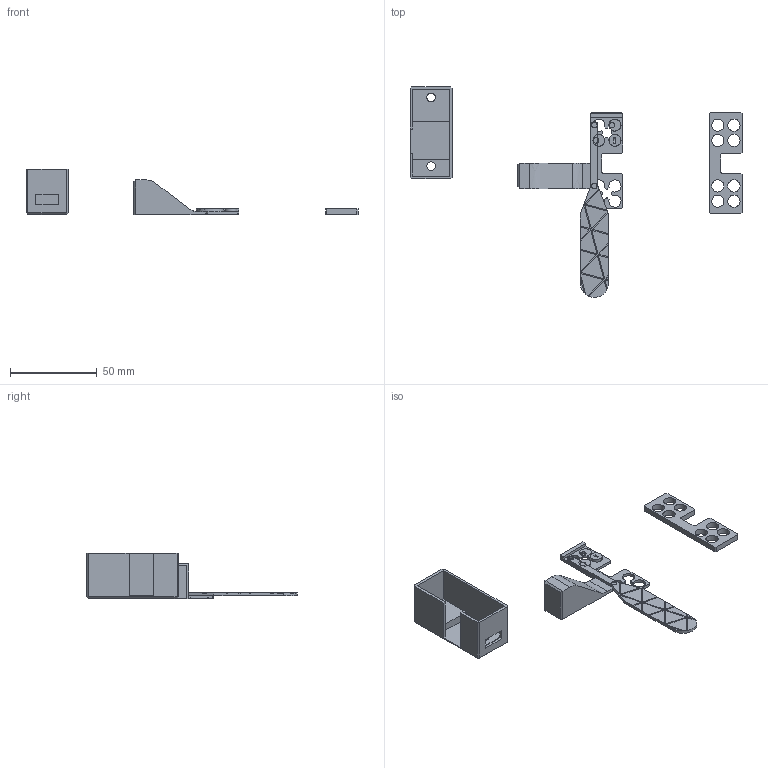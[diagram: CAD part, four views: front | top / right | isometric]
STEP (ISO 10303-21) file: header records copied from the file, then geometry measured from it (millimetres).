
FILE_DESCRIPTION(/* description */ ('STEP AP242','CAx-IF Rec.Pracs.---Representation and Presentation of Product Manufacturing Information (PMI)---4.0---2014-10-13','CAx-IF Rec.Pracs.---3D Tessellated Geometry---0.4---2014-09-14','2;1'),/* implementation_level */ '2;1');
FILE_NAME(/* name */ '659ec6a459668219dd4721ff',/* time_stamp */ '2024-01-10T16:32:37Z',/* author */ (''),/* organization */ (''),/* preprocessor_version */ 'ST-DEVELOPER v19.4',/* originating_system */ ' ',/* authorisation */ ' ');
FILE_SCHEMA (('AP242_MANAGED_MODEL_BASED_3D_ENGINEERING_MIM_LF { 1 0 10303 442 1 1 4 }'));
Length unit declared in the file: metre
Products named in the file (7): Key; Tensioner; Pick; Disc Upright Magnet; Disc Flat Magnet; Disc Flat Magnet Thin; Bracket
Bounding box: 191.08 x 121.25 x 26 mm (x, y, z)
Volume: 20920.2 mm3; surface area: 18970.2 mm2
Topology: 7 solids, 7 shells, 677 faces, 1854 edges, 1229 vertices
Faces by surface type: plane 390, bspline 243, cylinder 41, cone 3
Full cylindrical faces by diameter (mm): 1.8 x2, 3.2 x4, 5 x2, 6.8 x3, 7 x8
Entity records: 22218 total; most frequent: CARTESIAN_POINT 6540, ORIENTED_EDGE 3664, DIRECTION 2297, EDGE_CURVE 1832, LINE 1245, VECTOR 1245, VERTEX_POINT 1229, EDGE_LOOP 763
